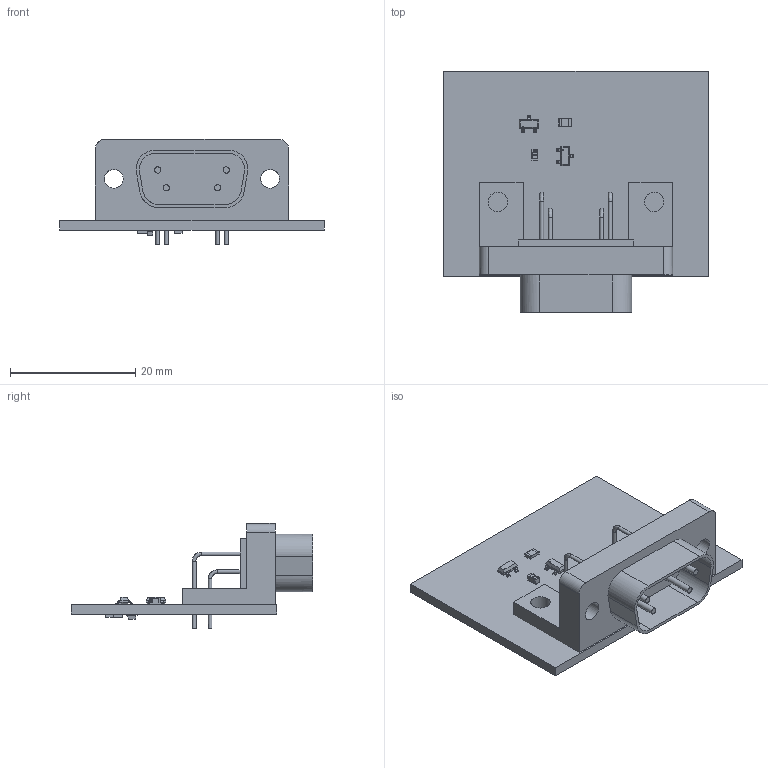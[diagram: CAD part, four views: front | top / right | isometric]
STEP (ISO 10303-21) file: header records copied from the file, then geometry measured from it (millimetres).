
FILE_DESCRIPTION(('Open CASCADE Model'),'2;1');
FILE_NAME('Open CASCADE Shape Model','2020-03-20T23:52:07',('Author'),( 'Open CASCADE'),'Open CASCADE STEP processor 6.8','Open CASCADE 6.8' ,'Unknown');
FILE_SCHEMA(('AUTOMOTIVE_DESIGN { 1 0 10303 214 1 1 1 1 }'));
Length unit declared in the file: millimetre
Products named in the file (15): PCB; Board; Q4; BJT-SOT23; J1; DB9-M; R5; RES-0805_stp; R2; R1; Q2; D3; ZENER-SOD523; C1; CAP-0603
Assembly tree (17 placements, depth 3):
  PCB
    Board
    Q4
      BJT-SOT23
    J1
      DB9-M
    R5
      RES-0805_stp
    R2
      RES-0805_stp
    R1
      RES-0805_stp
    Q2
      BJT-SOT23
    D3
      ZENER-SOD523
    C1
      CAP-0603
Bounding box: 42.3 x 38.56 x 16.8 mm (x, y, z)
Volume: 4646.3 mm3; surface area: 5660.6 mm2
Topology: 32 solids, 32 shells, 447 faces, 1049 edges, 660 vertices
Faces by surface type: plane 297, bspline 70, cylinder 64, sphere 16
Full cylindrical faces by diameter (mm): 0.152 x2
Entity records: 11735 total; most frequent: CARTESIAN_POINT 2558, ORIENTED_EDGE 1500, DIRECTION 1175, EDGE_CURVE 750, LINE 483, VECTOR 483, VERTEX_POINT 474, AXIS2_PLACEMENT_3D 346
